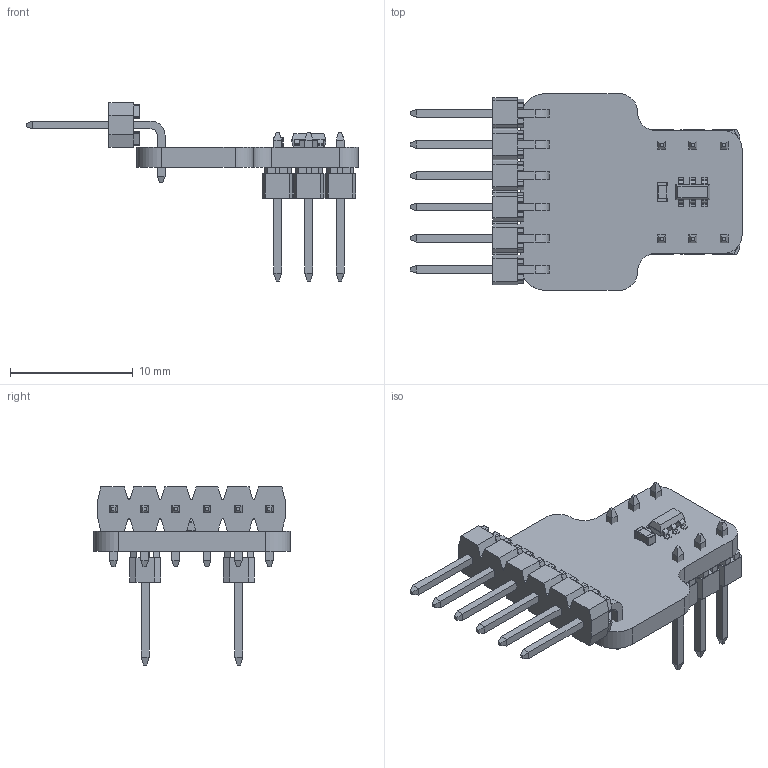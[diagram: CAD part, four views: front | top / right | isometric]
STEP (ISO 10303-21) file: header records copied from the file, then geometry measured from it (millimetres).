
FILE_DESCRIPTION(('Open CASCADE Model'),'2;1');
FILE_NAME('Open CASCADE Shape Model','2022-02-02T09:32:48',('Author'),( 'Open CASCADE'),'Open CASCADE STEP processor 6.8','Open CASCADE 6.8' ,'Unknown');
FILE_SCHEMA(('AUTOMOTIVE_DESIGN { 1 0 10303 214 1 1 1 1 }'));
Length unit declared in the file: millimetre
Products named in the file (11): PCB; Board; J3; Molex_90120-0923; J2; U1; SOT-23-6; J1; Molex_90121-0766; C1; Capacitor_0603
Assembly tree (11 placements, depth 3):
  PCB
    Board
    J3
      Molex_90120-0923
    J2
      Molex_90120-0923
    U1
      SOT-23-6
    J1
      Molex_90121-0766
    C1
      Capacitor_0603
Bounding box: 27.02 x 16 x 14.5 mm (x, y, z)
Volume: 628.5 mm3; surface area: 1371 mm2
Topology: 6 solids, 6 shells, 860 faces, 2190 edges, 1408 vertices
Faces by surface type: plane 658, cylinder 194, sphere 8
Entity records: 24126 total; most frequent: CARTESIAN_POINT 3770, DIRECTION 3698, ORIENTED_EDGE 3692, EDGE_CURVE 1846, LINE 1458, VECTOR 1458, VERTEX_POINT 1192, AXIS2_PLACEMENT_3D 1120
